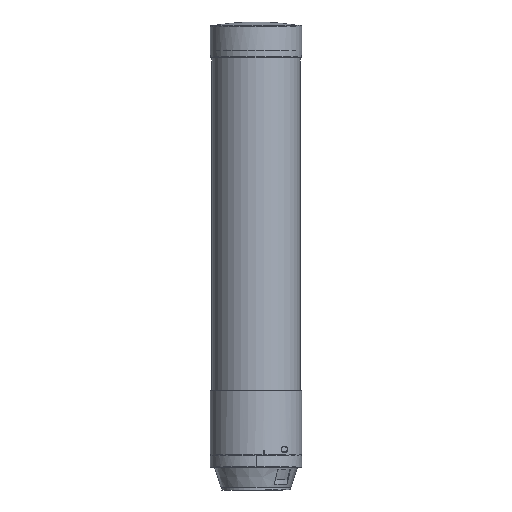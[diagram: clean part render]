
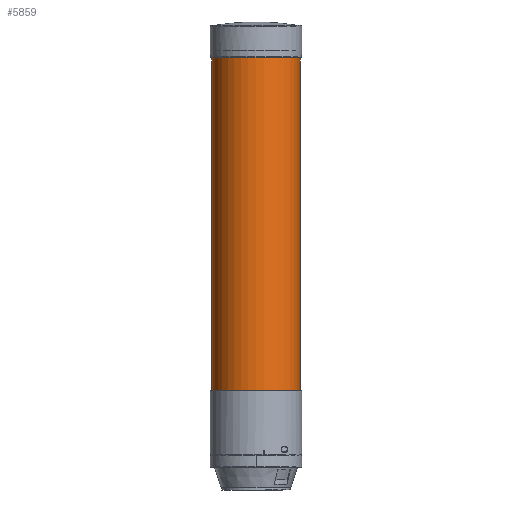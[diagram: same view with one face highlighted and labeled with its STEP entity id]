
A CAD part, front view. The second image highlights one B-rep face of the part: STEP entity #5859.
In plain terms, the highlighted cylindrical face has radius 35 mm (diameter 70 mm), a partial arc.
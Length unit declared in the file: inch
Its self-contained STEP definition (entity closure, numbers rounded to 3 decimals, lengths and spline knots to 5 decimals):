
#361 = ORIENTED_EDGE ( 'NONE', *, *, #3901, .T. ) ;
#594 = DIRECTION ( 'NONE',  ( 0., 0., -1. ) ) ;
#871 = EDGE_LOOP ( 'NONE', ( #8607, #361, #9860, #7768 ) ) ;
#1125 = CARTESIAN_POINT ( 'NONE',  ( 1.37795, 0., 12.42979 ) ) ;
#1147 = DIRECTION ( 'NONE',  ( 0., 0., 1. ) ) ;
#1414 = DIRECTION ( 'NONE',  ( 1., 0., 0. ) ) ;
#2134 = CIRCLE ( 'NONE', #5453, 1.37795 ) ;
#2317 = LINE ( 'NONE', #5607, #5154 ) ;
#2453 = DIRECTION ( 'NONE',  ( 1., 0., 0. ) ) ;
#2458 = EDGE_CURVE ( 'NONE', #8101, #4021, #2317, .T. ) ;
#3211 = FACE_OUTER_BOUND ( 'NONE', #871, .T. ) ;
#3372 = CIRCLE ( 'NONE', #4596, 1.37795 ) ;
#3901 = EDGE_CURVE ( 'NONE', #8101, #6398, #3372, .T. ) ;
#4021 = VERTEX_POINT ( 'NONE', #8728 ) ;
#4596 = AXIS2_PLACEMENT_3D ( 'NONE', #7422, #8311, #2453 ) ;
#4736 = CARTESIAN_POINT ( 'NONE',  ( -1.37795, 0., 1.99907 ) ) ;
#5154 = VECTOR ( 'NONE', #8931, 39.37008 ) ;
#5453 = AXIS2_PLACEMENT_3D ( 'NONE', #10589, #594, #1414 ) ;
#5607 = CARTESIAN_POINT ( 'NONE',  ( -1.37795, 0., 1.90157 ) ) ;
#5808 = VECTOR ( 'NONE', #1147, 39.37008 ) ;
#5859 = ADVANCED_FACE ( 'NONE', ( #3211 ), #9221, .T. ) ;
#6023 = AXIS2_PLACEMENT_3D ( 'NONE', #10803, #9889, #9066 ) ;
#6398 = VERTEX_POINT ( 'NONE', #10547 ) ;
#6725 = EDGE_CURVE ( 'NONE', #9224, #4021, #2134, .T. ) ;
#6938 = CARTESIAN_POINT ( 'NONE',  ( 1.37795, 0., 1.90157 ) ) ;
#7422 = CARTESIAN_POINT ( 'NONE',  ( 0., 0., 1.99907 ) ) ;
#7768 = ORIENTED_EDGE ( 'NONE', *, *, #6725, .T. ) ;
#8101 = VERTEX_POINT ( 'NONE', #4736 ) ;
#8311 = DIRECTION ( 'NONE',  ( 0., 0., 1. ) ) ;
#8607 = ORIENTED_EDGE ( 'NONE', *, *, #2458, .F. ) ;
#8640 = LINE ( 'NONE', #6938, #5808 ) ;
#8728 = CARTESIAN_POINT ( 'NONE',  ( -1.37795, 0., 12.42979 ) ) ;
#8931 = DIRECTION ( 'NONE',  ( 0., 0., 1. ) ) ;
#9066 = DIRECTION ( 'NONE',  ( 1., 0., 0. ) ) ;
#9221 = CYLINDRICAL_SURFACE ( 'NONE', #6023, 1.37795 ) ;
#9224 = VERTEX_POINT ( 'NONE', #1125 ) ;
#9860 = ORIENTED_EDGE ( 'NONE', *, *, #9976, .T. ) ;
#9889 = DIRECTION ( 'NONE',  ( 0., 0., 1. ) ) ;
#9976 = EDGE_CURVE ( 'NONE', #6398, #9224, #8640, .T. ) ;
#10547 = CARTESIAN_POINT ( 'NONE',  ( 1.37795, 0., 1.99907 ) ) ;
#10589 = CARTESIAN_POINT ( 'NONE',  ( 0., 0., 12.42979 ) ) ;
#10803 = CARTESIAN_POINT ( 'NONE',  ( 0., 0., 1.90157 ) ) ;
